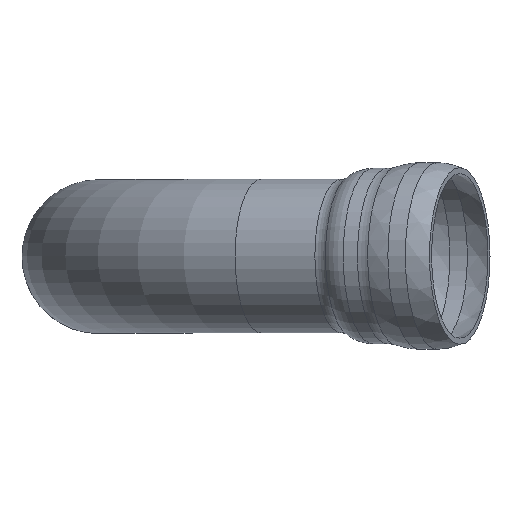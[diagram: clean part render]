
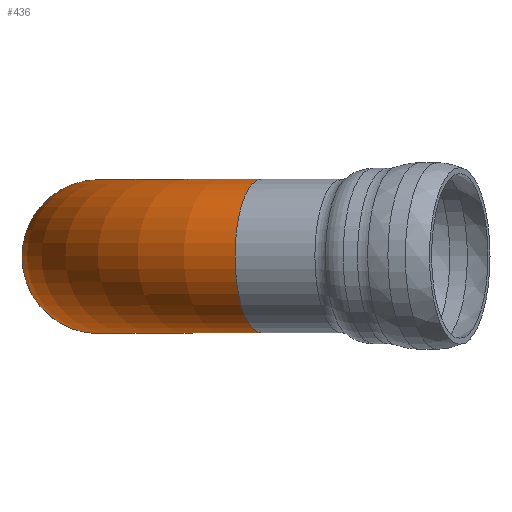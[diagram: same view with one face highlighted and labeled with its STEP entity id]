
A CAD part, top view. The second image highlights one B-rep face of the part: STEP entity #436.
In plain terms, the highlighted toroidal (fillet/blend) face has major radius 675 mm and minor radius 210 mm.
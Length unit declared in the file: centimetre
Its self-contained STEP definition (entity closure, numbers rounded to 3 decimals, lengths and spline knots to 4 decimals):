
#66=FACE_OUTER_BOUND('',#93,.T.);
#93=EDGE_LOOP('',(#324,#325,#326,#327,#328,#329));
#117=CIRCLE('',#464,21.);
#118=CIRCLE('',#465,21.);
#131=CIRCLE('',#485,21.);
#132=CIRCLE('',#486,21.);
#133=CIRCLE('',#487,46.5);
#174=VERTEX_POINT('',#727);
#175=VERTEX_POINT('',#729);
#186=VERTEX_POINT('',#764);
#187=VERTEX_POINT('',#765);
#220=EDGE_CURVE('',#175,#174,#117,.T.);
#221=EDGE_CURVE('',#174,#175,#118,.T.);
#237=EDGE_CURVE('',#186,#187,#131,.T.);
#238=EDGE_CURVE('',#187,#186,#132,.T.);
#239=EDGE_CURVE('',#186,#175,#133,.T.);
#324=ORIENTED_EDGE('',*,*,#237,.T.);
#325=ORIENTED_EDGE('',*,*,#238,.T.);
#326=ORIENTED_EDGE('',*,*,#239,.T.);
#327=ORIENTED_EDGE('',*,*,#220,.T.);
#328=ORIENTED_EDGE('',*,*,#221,.T.);
#329=ORIENTED_EDGE('',*,*,#239,.F.);
#421=TOROIDAL_SURFACE('',#484,67.5,21.);
#436=ADVANCED_FACE('',(#66),#421,.T.);
#464=AXIS2_PLACEMENT_3D('',#730,#557,#558);
#465=AXIS2_PLACEMENT_3D('',#731,#559,#560);
#484=AXIS2_PLACEMENT_3D('',#763,#600,#601);
#485=AXIS2_PLACEMENT_3D('',#766,#602,#603);
#486=AXIS2_PLACEMENT_3D('',#767,#604,#605);
#487=AXIS2_PLACEMENT_3D('',#768,#606,#607);
#557=DIRECTION('center_axis',(0.,0.,
1.));
#558=DIRECTION('ref_axis',(1.,0.,0.));
#559=DIRECTION('center_axis',(0.,0.,
1.));
#560=DIRECTION('ref_axis',(1.,0.,0.));
#600=DIRECTION('center_axis',(0.,1.,0.));
#601=DIRECTION('ref_axis',(-1.,0.,0.));
#602=DIRECTION('center_axis',(-0.94,0.,-0.342));
#603=DIRECTION('ref_axis',(0.342,0.,-0.94));
#604=DIRECTION('center_axis',(-0.94,0.,-0.342));
#605=DIRECTION('ref_axis',(0.342,0.,-0.94));
#606=DIRECTION('center_axis',(0.,-1.,0.));
#607=DIRECTION('ref_axis',(-1.,0.,0.));
#727=CARTESIAN_POINT('',(92.2032,198.6542,-19.0302));
#729=CARTESIAN_POINT('',(134.2032,198.6542,-19.0302));
#730=CARTESIAN_POINT('Origin',(113.2032,198.6542,-19.0302));
#731=CARTESIAN_POINT('Origin',(113.2032,198.6542,-19.0302));
#763=CARTESIAN_POINT('Origin',(180.7032,198.6542,-19.0302));
#764=CARTESIAN_POINT('',(164.7993,198.6542,24.6655));
#765=CARTESIAN_POINT('',(150.4344,198.6542,64.1326));
#766=CARTESIAN_POINT('Origin',(157.6168,198.6542,44.399));
#767=CARTESIAN_POINT('Origin',(157.6168,198.6542,44.399));
#768=CARTESIAN_POINT('Origin',(180.7032,198.6542,-19.0302));
